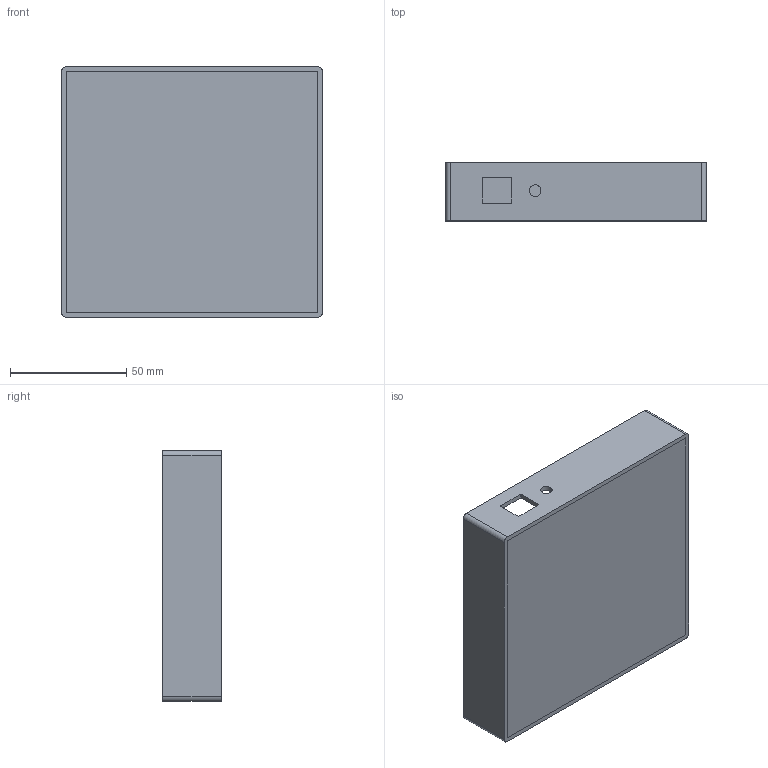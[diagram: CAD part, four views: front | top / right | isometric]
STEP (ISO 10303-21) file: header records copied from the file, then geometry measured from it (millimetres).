
FILE_DESCRIPTION (( 'STEP AP214' ), '1' );
FILE_NAME ('Box.STEP', '2026-01-08T00:31:21', ( '' ), ( '' ), 'SwSTEP 2.0', 'SolidWorks 2025', '' );
FILE_SCHEMA (( 'AUTOMOTIVE_DESIGN' ));
Length unit declared in the file: millimetre
Products named in the file (1): Box
Bounding box: 112.34 x 25 x 107.78 mm (x, y, z)
Volume: 65943.8 mm3; surface area: 47534.6 mm2
Topology: 2 solids, 2 shells, 75 faces, 168 edges, 112 vertices
Faces by surface type: cylinder 40, plane 35
Entity records: 2166 total; most frequent: DIRECTION 400, CARTESIAN_POINT 356, ORIENTED_EDGE 336, EDGE_CURVE 168, AXIS2_PLACEMENT_3D 156, VERTEX_POINT 112, EDGE_LOOP 96, LINE 88
